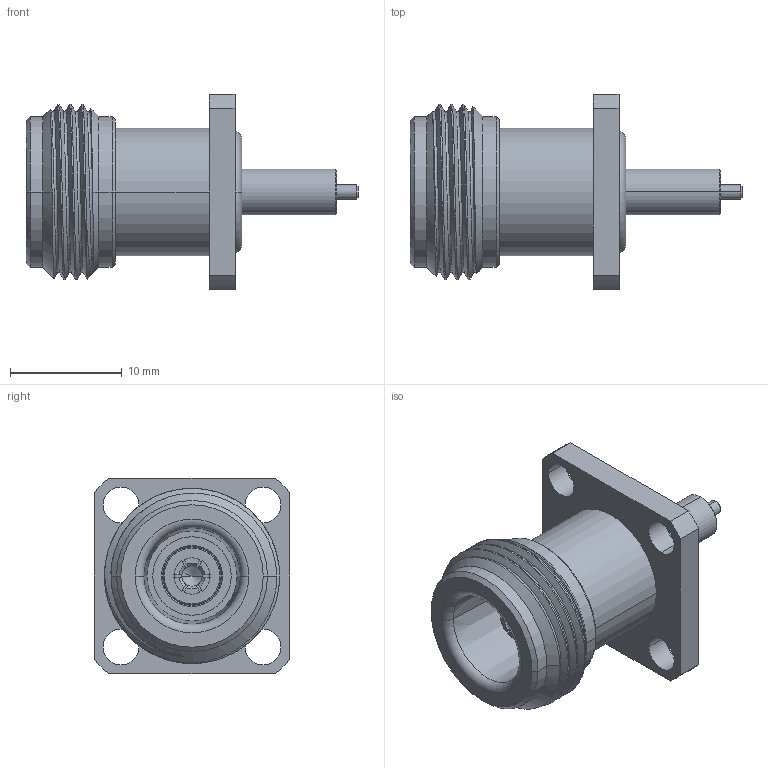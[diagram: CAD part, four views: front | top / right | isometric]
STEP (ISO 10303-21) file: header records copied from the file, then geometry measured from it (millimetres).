
FILE_DESCRIPTION((''),'2;1');
FILE_NAME('82-6712-TEMP_SW0001','2021-08-24T15:13:12',('cvigorito'),(''),'CREO PARAMETRIC BY PTC INC, 2019444','CREO PARAMETRIC BY PTC INC, 2019444','');
FILE_SCHEMA(('CONFIG_CONTROL_DESIGN'));
Length unit declared in the file: millimetre
Products named in the file (1): 82-6712-TEMP_SW0001
Bounding box: 29.7 x 17.5 x 17.5 mm (x, y, z)
Volume: 2247.3 mm3; surface area: 2408.8 mm2
Topology: 1 solids, 2 shells, 135 faces, 321 edges, 197 vertices
Faces by surface type: cylinder 43, plane 40, cone 40, bspline 6, torus 6
Entity records: 6323 total; most frequent: CARTESIAN_POINT 3146, DIRECTION 676, ORIENTED_EDGE 638, EDGE_CURVE 319, AXIS2_PLACEMENT_3D 278, VERTEX_POINT 197, EDGE_LOOP 154, CIRCLE 148
